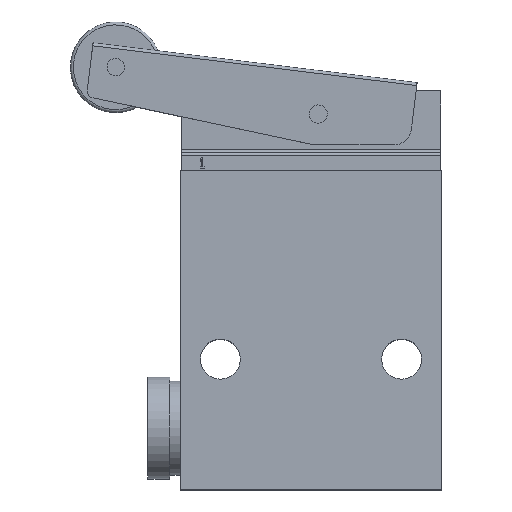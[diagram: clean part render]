
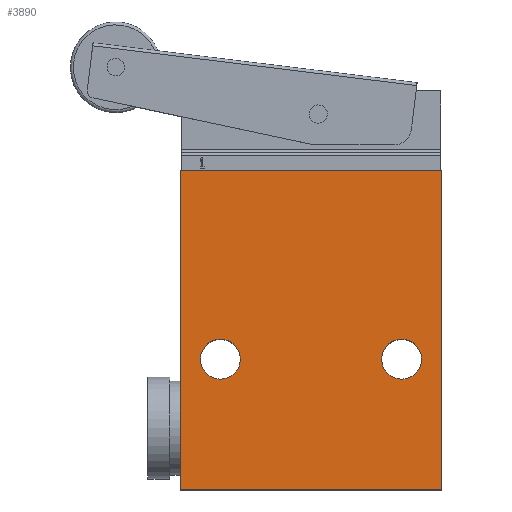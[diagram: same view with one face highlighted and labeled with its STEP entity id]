
A CAD part, top view. The second image highlights one B-rep face of the part: STEP entity #3890.
In plain terms, the highlighted planar face has unit normal (0, 0, 1).
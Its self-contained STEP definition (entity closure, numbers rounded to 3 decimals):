
#134=CIRCLE('',#4113,2.75);
#135=CIRCLE('',#4114,2.75);
#309=ORIENTED_EDGE('',*,*,#1169,.F.);
#310=ORIENTED_EDGE('',*,*,#1170,.F.);
#311=ORIENTED_EDGE('',*,*,#1158,.T.);
#312=ORIENTED_EDGE('',*,*,#1163,.T.);
#313=ORIENTED_EDGE('',*,*,#1165,.T.);
#314=ORIENTED_EDGE('',*,*,#1168,.T.);
#1158=EDGE_CURVE('',#1591,#1590,#1898,.T.);
#1163=EDGE_CURVE('',#1590,#1594,#1901,.T.);
#1165=EDGE_CURVE('',#1594,#1595,#1903,.T.);
#1168=EDGE_CURVE('',#1595,#1591,#1904,.T.);
#1169=EDGE_CURVE('',#1598,#1598,#134,.T.);
#1170=EDGE_CURVE('',#1599,#1599,#135,.T.);
#1590=VERTEX_POINT('',#5453);
#1591=VERTEX_POINT('',#5455);
#1594=VERTEX_POINT('',#5463);
#1595=VERTEX_POINT('',#5467);
#1598=VERTEX_POINT('',#5477);
#1599=VERTEX_POINT('',#5479);
#1898=LINE('',#5454,#2206);
#1901=LINE('',#5464,#2209);
#1903=LINE('',#5468,#2211);
#1904=LINE('',#5474,#2212);
#2206=VECTOR('',#4477,1000.);
#2209=VECTOR('',#4486,1000.);
#2211=VECTOR('',#4490,1000.);
#2212=VECTOR('',#4497,1000.);
#2491=EDGE_LOOP('',(#309));
#2492=EDGE_LOOP('',(#310));
#2493=EDGE_LOOP('',(#311,#312,#313,#314));
#2761=FACE_BOUND('',#2491,.T.);
#2762=FACE_BOUND('',#2492,.T.);
#2763=FACE_BOUND('',#2493,.T.);
#3022=PLANE('',#4112);
#3890=ADVANCED_FACE('',(#2761,#2762,#2763),#3022,.T.);
#4112=AXIS2_PLACEMENT_3D('',#5475,#4498,#4499);
#4113=AXIS2_PLACEMENT_3D('',#5476,#4500,#4501);
#4114=AXIS2_PLACEMENT_3D('',#5478,#4502,#4503);
#4477=DIRECTION('',(-1.,0.,0.));
#4486=DIRECTION('',(0.,-1.,0.));
#4490=DIRECTION('',(1.,0.,0.));
#4497=DIRECTION('',(0.,1.,0.));
#4498=DIRECTION('',(0.,0.,1.));
#4499=DIRECTION('',(1.,0.,0.));
#4500=DIRECTION('',(0.,0.,1.));
#4501=DIRECTION('',(1.,0.,0.));
#4502=DIRECTION('',(0.,0.,1.));
#4503=DIRECTION('',(1.,0.,0.));
#5453=CARTESIAN_POINT('',(-18.,44.,9.));
#5454=CARTESIAN_POINT('',(18.,44.,9.));
#5455=CARTESIAN_POINT('',(18.,44.,9.));
#5463=CARTESIAN_POINT('',(-18.,0.,9.));
#5464=CARTESIAN_POINT('',(-18.,44.,9.));
#5467=CARTESIAN_POINT('',(18.,0.,9.));
#5468=CARTESIAN_POINT('',(-18.,0.,9.));
#5474=CARTESIAN_POINT('',(18.,0.,9.));
#5475=CARTESIAN_POINT('',(0.,0.,9.));
#5476=CARTESIAN_POINT('',(12.5,18.,9.));
#5477=CARTESIAN_POINT('',(15.25,18.,9.));
#5478=CARTESIAN_POINT('',(-12.5,18.,9.));
#5479=CARTESIAN_POINT('',(-9.75,18.,9.));
